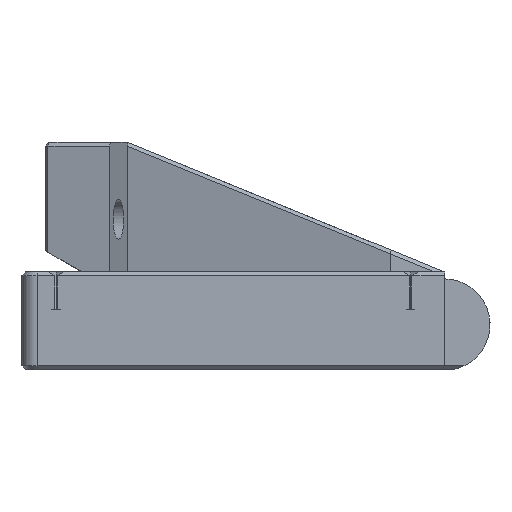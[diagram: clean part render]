
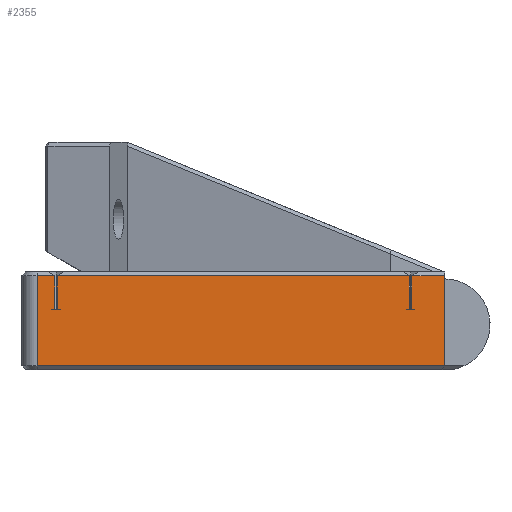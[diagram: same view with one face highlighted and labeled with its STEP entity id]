
A CAD part, left-side view. The second image highlights one B-rep face of the part: STEP entity #2355.
In plain terms, the highlighted planar face has unit normal (-1, 0, 0).
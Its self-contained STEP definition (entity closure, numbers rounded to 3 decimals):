
#114=PLANE('',#2541);
#231=FACE_OUTER_BOUND('',#368,.T.);
#368=EDGE_LOOP('',(#1941,#1942,#1943,#1944,#1945,#1946,#1947,#1948,#1949,
#1950,#1951,#1952));
#514=LINE('',#3493,#792);
#540=LINE('',#3561,#818);
#599=LINE('',#3679,#877);
#600=LINE('',#3682,#878);
#601=LINE('',#3684,#879);
#602=LINE('',#3686,#880);
#603=LINE('',#3688,#881);
#604=LINE('',#3690,#882);
#605=LINE('',#3692,#883);
#606=LINE('',#3694,#884);
#607=LINE('',#3696,#885);
#608=LINE('',#3697,#886);
#792=VECTOR('',#2833,10.);
#818=VECTOR('',#2905,10.);
#877=VECTOR('',#3000,10.);
#878=VECTOR('',#3003,10.);
#879=VECTOR('',#3004,10.);
#880=VECTOR('',#3005,10.);
#881=VECTOR('',#3006,10.);
#882=VECTOR('',#3007,10.);
#883=VECTOR('',#3008,10.);
#884=VECTOR('',#3009,10.);
#885=VECTOR('',#3010,10.);
#886=VECTOR('',#3011,10.);
#1112=VERTEX_POINT('',#3462);
#1120=VERTEX_POINT('',#3489);
#1139=VERTEX_POINT('',#3559);
#1180=VERTEX_POINT('',#3677);
#1181=VERTEX_POINT('',#3681);
#1182=VERTEX_POINT('',#3683);
#1183=VERTEX_POINT('',#3685);
#1184=VERTEX_POINT('',#3687);
#1185=VERTEX_POINT('',#3689);
#1186=VERTEX_POINT('',#3691);
#1187=VERTEX_POINT('',#3693);
#1188=VERTEX_POINT('',#3695);
#1366=EDGE_CURVE('',#1112,#1120,#514,.T.);
#1400=EDGE_CURVE('',#1112,#1139,#540,.T.);
#1460=EDGE_CURVE('',#1180,#1139,#599,.T.);
#1461=EDGE_CURVE('',#1180,#1181,#600,.T.);
#1462=EDGE_CURVE('',#1181,#1182,#601,.T.);
#1463=EDGE_CURVE('',#1182,#1183,#602,.T.);
#1464=EDGE_CURVE('',#1184,#1183,#603,.T.);
#1465=EDGE_CURVE('',#1184,#1185,#604,.T.);
#1466=EDGE_CURVE('',#1185,#1186,#605,.T.);
#1467=EDGE_CURVE('',#1186,#1187,#606,.T.);
#1468=EDGE_CURVE('',#1188,#1187,#607,.T.);
#1469=EDGE_CURVE('',#1120,#1188,#608,.T.);
#1941=ORIENTED_EDGE('',*,*,#1366,.F.);
#1942=ORIENTED_EDGE('',*,*,#1400,.T.);
#1943=ORIENTED_EDGE('',*,*,#1460,.F.);
#1944=ORIENTED_EDGE('',*,*,#1461,.T.);
#1945=ORIENTED_EDGE('',*,*,#1462,.T.);
#1946=ORIENTED_EDGE('',*,*,#1463,.T.);
#1947=ORIENTED_EDGE('',*,*,#1464,.F.);
#1948=ORIENTED_EDGE('',*,*,#1465,.T.);
#1949=ORIENTED_EDGE('',*,*,#1466,.T.);
#1950=ORIENTED_EDGE('',*,*,#1467,.T.);
#1951=ORIENTED_EDGE('',*,*,#1468,.F.);
#1952=ORIENTED_EDGE('',*,*,#1469,.F.);
#2355=ADVANCED_FACE('',(#231),#114,.T.);
#2541=AXIS2_PLACEMENT_3D('',#3680,#3001,#3002);
#2833=DIRECTION('',(0.,1.,0.));
#2905=DIRECTION('',(0.,0.,1.));
#3000=DIRECTION('',(0.,-1.,0.));
#3001=DIRECTION('center_axis',(-1.,0.,0.));
#3002=DIRECTION('ref_axis',(0.,-1.,0.));
#3003=DIRECTION('',(0.,0.,-1.));
#3004=DIRECTION('',(0.,1.,0.));
#3005=DIRECTION('',(0.,0.,1.));
#3006=DIRECTION('',(0.,-1.,0.));
#3007=DIRECTION('',(0.,0.,-1.));
#3008=DIRECTION('',(0.,1.,0.));
#3009=DIRECTION('',(0.,0.,1.));
#3010=DIRECTION('',(0.,-1.,0.));
#3011=DIRECTION('',(0.,0.,1.));
#3462=CARTESIAN_POINT('',(-37.35,257.,34.85));
#3489=CARTESIAN_POINT('',(-37.35,311.2,34.85));
#3493=CARTESIAN_POINT('',(-37.35,294.9,34.85));
#3559=CARTESIAN_POINT('',(-37.35,257.,46.85));
#3561=CARTESIAN_POINT('',(-37.35,257.,-1.5));
#3677=CARTESIAN_POINT('',(-37.35,261.376,46.85));
#3679=CARTESIAN_POINT('',(-37.35,294.9,46.85));
#3680=CARTESIAN_POINT('Origin',(-37.35,311.2,34.35));
#3681=CARTESIAN_POINT('',(-37.35,261.376,42.35));
#3682=CARTESIAN_POINT('',(-37.35,261.376,40.85));
#3683=CARTESIAN_POINT('',(-37.35,261.684,42.35));
#3684=CARTESIAN_POINT('',(-37.35,286.365,42.35));
#3685=CARTESIAN_POINT('',(-37.35,261.684,46.85));
#3686=CARTESIAN_POINT('',(-37.35,261.684,40.85));
#3687=CARTESIAN_POINT('',(-37.35,308.516,46.85));
#3688=CARTESIAN_POINT('',(-37.35,294.9,46.85));
#3689=CARTESIAN_POINT('',(-37.35,308.516,42.35));
#3690=CARTESIAN_POINT('',(-37.35,308.516,40.85));
#3691=CARTESIAN_POINT('',(-37.35,308.824,42.35));
#3692=CARTESIAN_POINT('',(-37.35,309.935,42.35));
#3693=CARTESIAN_POINT('',(-37.35,308.824,46.85));
#3694=CARTESIAN_POINT('',(-37.35,308.824,40.85));
#3695=CARTESIAN_POINT('',(-37.35,311.2,46.85));
#3696=CARTESIAN_POINT('',(-37.35,294.9,46.85));
#3697=CARTESIAN_POINT('',(-37.35,311.2,34.35));
